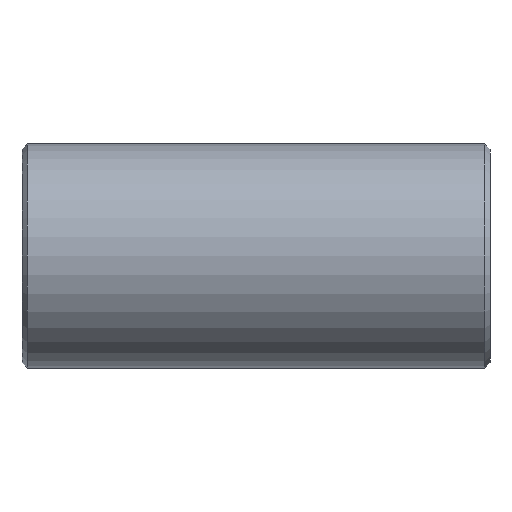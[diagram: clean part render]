
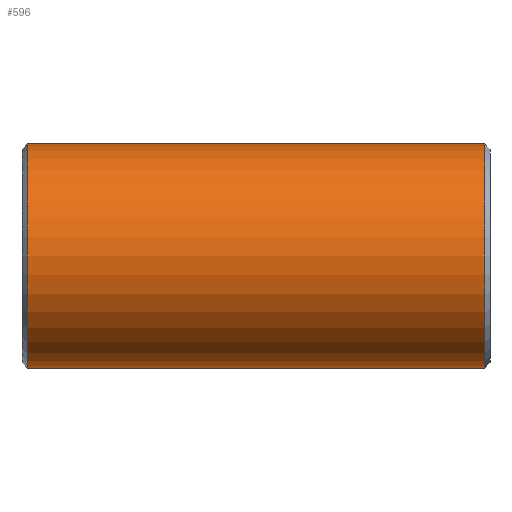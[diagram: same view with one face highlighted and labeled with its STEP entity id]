
A CAD part, front view. The second image highlights one B-rep face of the part: STEP entity #596.
In plain terms, the highlighted cylindrical face has radius 36.513 mm (diameter 73.025 mm), a partial arc.
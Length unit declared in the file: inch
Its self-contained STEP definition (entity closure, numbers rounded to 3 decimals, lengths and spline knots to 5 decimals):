
#35 = CARTESIAN_POINT ( 'NONE',  ( 3., 0., 1.4375 ) ) ;
#49 = VERTEX_POINT ( 'NONE', #603 ) ;
#68 = AXIS2_PLACEMENT_3D ( 'NONE', #538, #249, #502 ) ;
#93 = CARTESIAN_POINT ( 'NONE',  ( 3., 0., -1.4375 ) ) ;
#108 = CARTESIAN_POINT ( 'NONE',  ( 2.93233, 0., -1.4375 ) ) ;
#131 = VERTEX_POINT ( 'NONE', #433 ) ;
#133 = EDGE_CURVE ( 'NONE', #170, #131, #371, .T. ) ;
#140 = DIRECTION ( 'NONE',  ( -1., 0., 0. ) ) ;
#153 = EDGE_CURVE ( 'NONE', #401, #49, #541, .T. ) ;
#170 = VERTEX_POINT ( 'NONE', #251 ) ;
#185 = ORIENTED_EDGE ( 'NONE', *, *, #436, .T. ) ;
#231 = FACE_OUTER_BOUND ( 'NONE', #578, .T. ) ;
#236 = ORIENTED_EDGE ( 'NONE', *, *, #681, .T. ) ;
#249 = DIRECTION ( 'NONE',  ( 1., 0., 0. ) ) ;
#251 = CARTESIAN_POINT ( 'NONE',  ( 2.93233, 0., 1.4375 ) ) ;
#312 = AXIS2_PLACEMENT_3D ( 'NONE', #534, #140, #370 ) ;
#314 = DIRECTION ( 'NONE',  ( -1., 0., 0. ) ) ;
#370 = DIRECTION ( 'NONE',  ( 0., 0., -1. ) ) ;
#371 = LINE ( 'NONE', #35, #575 ) ;
#401 = VERTEX_POINT ( 'NONE', #108 ) ;
#433 = CARTESIAN_POINT ( 'NONE',  ( -2.93233, 0., 1.4375 ) ) ;
#436 = EDGE_CURVE ( 'NONE', #131, #49, #739, .T. ) ;
#457 = CYLINDRICAL_SURFACE ( 'NONE', #644, 1.4375 ) ;
#502 = DIRECTION ( 'NONE',  ( 0., 0., 1. ) ) ;
#513 = VECTOR ( 'NONE', #656, 39.37008 ) ;
#517 = CARTESIAN_POINT ( 'NONE',  ( 3., 0., 0. ) ) ;
#524 = DIRECTION ( 'NONE',  ( -1., 0., 0. ) ) ;
#534 = CARTESIAN_POINT ( 'NONE',  ( 2.93233, 0., 0. ) ) ;
#538 = CARTESIAN_POINT ( 'NONE',  ( -2.93233, 0., 0. ) ) ;
#541 = LINE ( 'NONE', #93, #513 ) ;
#572 = CIRCLE ( 'NONE', #312, 1.4375 ) ;
#575 = VECTOR ( 'NONE', #314, 39.37008 ) ;
#578 = EDGE_LOOP ( 'NONE', ( #583, #236, #633, #185 ) ) ;
#583 = ORIENTED_EDGE ( 'NONE', *, *, #153, .F. ) ;
#596 = ADVANCED_FACE ( 'NONE', ( #231 ), #457, .T. ) ;
#603 = CARTESIAN_POINT ( 'NONE',  ( -2.93233, 0., -1.4375 ) ) ;
#633 = ORIENTED_EDGE ( 'NONE', *, *, #133, .T. ) ;
#637 = DIRECTION ( 'NONE',  ( 0., 0., 1. ) ) ;
#644 = AXIS2_PLACEMENT_3D ( 'NONE', #517, #524, #637 ) ;
#656 = DIRECTION ( 'NONE',  ( -1., 0., 0. ) ) ;
#681 = EDGE_CURVE ( 'NONE', #401, #170, #572, .T. ) ;
#739 = CIRCLE ( 'NONE', #68, 1.4375 ) ;
